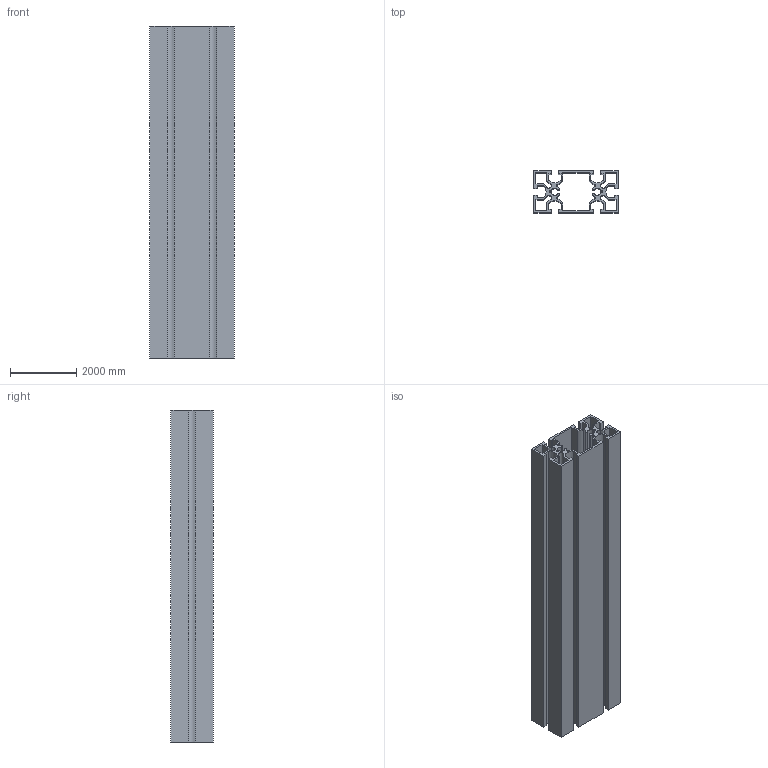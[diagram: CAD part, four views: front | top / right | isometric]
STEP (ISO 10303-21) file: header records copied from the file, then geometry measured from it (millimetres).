
FILE_DESCRIPTION(/* description */ (''),/* implementation_level */ '2;1');
FILE_NAME(/* name */ 'AGF50100-8.stp',/* time_stamp */ '2025-04-01T10:00:01+08:00',/* author */ ('1091212-1'),/* organization */ (''),/* preprocessor_version */ 'ST-DEVELOPER v15.6',/* originating_system */ 'Autodesk Inventor 2015',/* authorisation */ '');
FILE_SCHEMA (('AUTOMOTIVE_DESIGN { 1 0 10303 214 3 1 1 }'));
Length unit declared in the file: millimetre
Products named in the file (1): AGF50100-8
Bounding box: 2540 x 1270.11 x 10000 mm (x, y, z)
Volume: 8953586730.4 mm3; surface area: 257146948 mm2
Topology: 1 solids, 1 shells, 114 faces, 336 edges, 224 vertices
Faces by surface type: plane 74, cylinder 40
Entity records: 3844 total; most frequent: CARTESIAN_POINT 675, ORIENTED_EDGE 672, DIRECTION 646, EDGE_CURVE 336, LINE 256, VECTOR 256, VERTEX_POINT 224, AXIS2_PLACEMENT_3D 195
